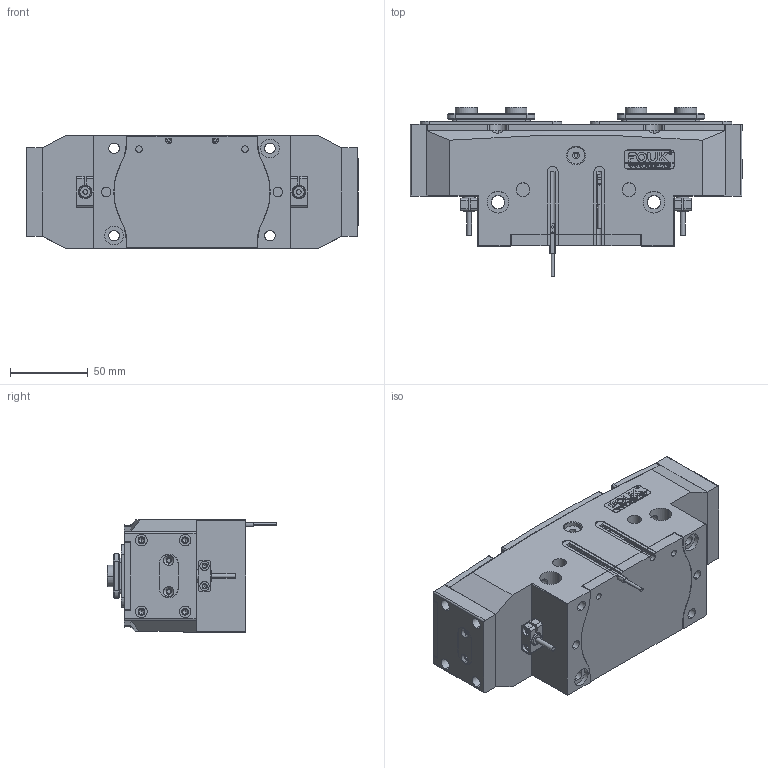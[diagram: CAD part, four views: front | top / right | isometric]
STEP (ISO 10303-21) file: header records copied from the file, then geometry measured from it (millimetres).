
FILE_DESCRIPTION (( 'STEP AP203' ), '1' );
FILE_NAME ('FR72-192-P.STEP', '2025-01-14T07:27:49', ( 'USER-' ), ( 'Microsoft' ), 'SwSTEP 2.0', 'SolidWorks 2018', '' );
FILE_SCHEMA (( 'CONFIG_CONTROL_DESIGN' ));
Length unit declared in the file: millimetre
Products named in the file (20): FR72-192-P; TRT72-192-M-02 喘倛賑輸; TRT72-192-M-05菁裔啣; 14x10-8种杶; 32x12-R2; FR72-192; 埴翐芛_GB_FASTENER_SCREWS_HSHCS M2X8-N; TRT72-192-M-14 忒硌薊啣; 褫籵蚚苤結裔; TRT72-192-M-13 移动挡板(默认); 棠羲換覜ん; 8x30諉輪羲壽; TRT72-192-M-01 喘倛褲极; P-GS-T-01 喘倛蚚標釱; TRT72-192-M-12 耜猾极; 揤輸蚾饜极; 揤輸杅耀.sldasm-Part-9; TRT72-192饜滅鳥; TRT72-192-M-11 奻葡裔啣; 14x10-16种杶
Assembly tree (35 placements, depth 4):
  FR72-192-P
    FR72-192
      TRT72-192-M-01 喘倛褲极
      TRT72-192-M-05菁裔啣
      TRT72-192-M-02 喘倛賑輸  x2
      8x30諉輪羲壽  x2
      P-GS-T-01 喘倛蚚標釱  x2
      14x10-8种杶  x4
      32x12-R2
      揤輸蚾饜极  x2
        揤輸杅耀.sldasm-Part-9
        埴翐芛_GB_FASTENER_SCREWS_HSHCS M2X8-N
      棠羲換覜ん  x2
    TRT72-192饜滅鳥
      TRT72-192-M-11 奻葡裔啣
      TRT72-192-M-12 耜猾极  x2
      TRT72-192-M-13 移动挡板(默认)  x2
      TRT72-192-M-14 忒硌薊啣  x2
      褫籵蚚苤結裔  x2
      14x10-16种杶  x4
Bounding box: 213 x 108.83 x 72 mm (x, y, z)
Volume: 895988.7 mm3; surface area: 218496.2 mm2
Topology: 34 solids, 40 shells, 1764 faces, 4535 edges, 2871 vertices
Faces by surface type: plane 757, cylinder 571, cone 273, bspline 155, torus 8
Entity records: 48047 total; most frequent: CARTESIAN_POINT 13944, ORIENTED_EDGE 6676, DIRECTION 6265, EDGE_CURVE 3338, VERTEX_POINT 2178, AXIS2_PLACEMENT_3D 2101, VECTOR 2063, LINE 2063
